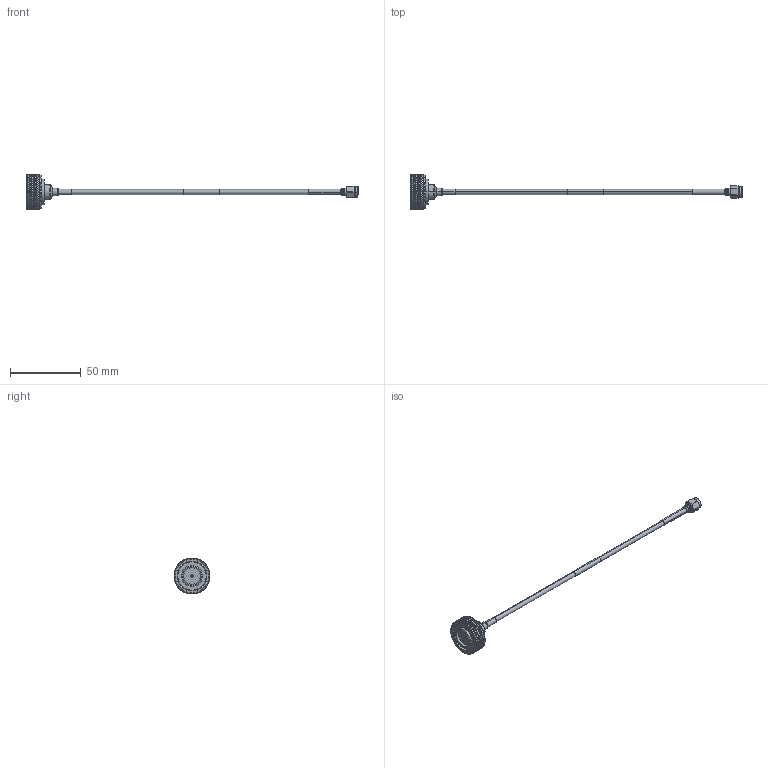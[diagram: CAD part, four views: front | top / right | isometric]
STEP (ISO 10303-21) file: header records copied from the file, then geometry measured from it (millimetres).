
FILE_DESCRIPTION (( 'STEP AP214' ), '1' );
FILE_NAME ('FMCA9860_3D.step', '2025-05-29T20:57:44', ( '' ), ( '' ), 'SwSTEP 2.0', 'SolidWorks 2022', '' );
FILE_SCHEMA (( 'AUTOMOTIVE_DESIGN' ));
Length unit declared in the file: inch
Products named in the file (5): Copy of Copy of Copy of HEAT SHRINK 4.3-10 TO SR141^FMCA9860; Copy of SC3016^FMCA9860; Copy of Copy of PE45881^FMCA9860; FMCA9860_3D; Copy of RG141A_U^FMCA9860
Assembly tree (4 placements, depth 2):
  FMCA9860_3D
    Copy of RG141A_U^FMCA9860
    Copy of SC3016^FMCA9860
    Copy of Copy of PE45881^FMCA9860
    Copy of Copy of Copy of HEAT SHRINK 4.3-10 TO SR141^FMCA9860
Bounding box: 234.24 x 25.35 x 25.35 mm (x, y, z)
Volume: 8222.1 mm3; surface area: 6999.7 mm2
Topology: 4 solids, 6 shells, 2920 faces, 6555 edges, 3666 vertices
Faces by surface type: bspline 2205, cylinder 594, cone 57, plane 36, torus 28
Entity records: 111403 total; most frequent: CARTESIAN_POINT 69933, ORIENTED_EDGE 13110, EDGE_CURVE 6555, VERTEX_POINT 3666, B_SPLINE_CURVE_WITH_KNOTS 3036, EDGE_LOOP 2945, FACE_OUTER_BOUND 2920, ADVANCED_FACE 2920
